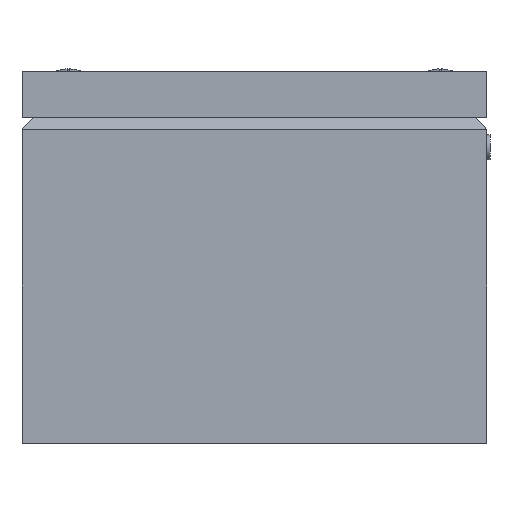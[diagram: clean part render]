
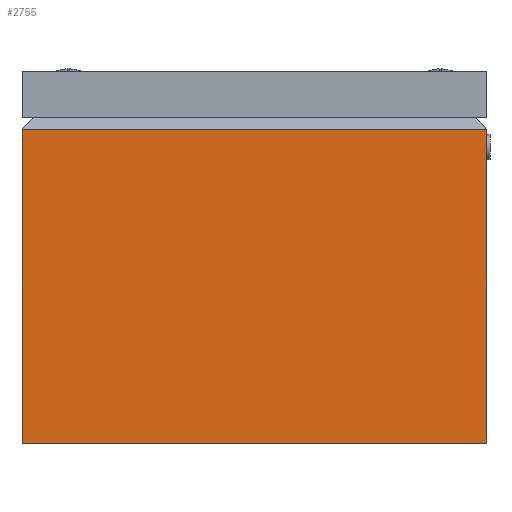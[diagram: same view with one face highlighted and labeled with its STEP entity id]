
A CAD part, left-side view. The second image highlights one B-rep face of the part: STEP entity #2755.
In plain terms, the highlighted planar face has unit normal (-1, 0, 0).
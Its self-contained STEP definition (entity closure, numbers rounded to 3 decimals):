
#181 = CARTESIAN_POINT ( 'NONE',  ( 0., 0., 0. ) ) ;
#243 = VECTOR ( 'NONE', #15822, 1000. ) ;
#914 = CARTESIAN_POINT ( 'NONE',  ( 0., 0., 0. ) ) ;
#1236 = CARTESIAN_POINT ( 'NONE',  ( 0., 0., 101.167 ) ) ;
#1520 = VERTEX_POINT ( 'NONE', #1236 ) ;
#1753 = CARTESIAN_POINT ( 'NONE',  ( 0., 0., 0. ) ) ;
#1847 = CARTESIAN_POINT ( 'NONE',  ( 0., 0., 0. ) ) ;
#2065 = EDGE_CURVE ( 'NONE', #9887, #20235, #8133, .T. ) ;
#2755 = ADVANCED_FACE ( 'NONE', ( #8517 ), #10350, .T. ) ;
#3100 = EDGE_LOOP ( 'NONE', ( #6675, #6408, #4414, #20266 ) ) ;
#4414 = ORIENTED_EDGE ( 'NONE', *, *, #6281, .F. ) ;
#5262 = DIRECTION ( 'NONE',  ( 0., 0., 1. ) ) ;
#5920 = DIRECTION ( 'NONE',  ( 0., 0., 1. ) ) ;
#6281 = EDGE_CURVE ( 'NONE', #12929, #9887, #7389, .T. ) ;
#6408 = ORIENTED_EDGE ( 'NONE', *, *, #2065, .F. ) ;
#6675 = ORIENTED_EDGE ( 'NONE', *, *, #14167, .T. ) ;
#7245 = VECTOR ( 'NONE', #5920, 1000. ) ;
#7389 = LINE ( 'NONE', #1847, #10186 ) ;
#8133 = LINE ( 'NONE', #8241, #20508 ) ;
#8241 = CARTESIAN_POINT ( 'NONE',  ( 0., 150., 0. ) ) ;
#8517 = FACE_OUTER_BOUND ( 'NONE', #3100, .T. ) ;
#8622 = DIRECTION ( 'NONE',  ( -1., 0., 0. ) ) ;
#9741 = LINE ( 'NONE', #914, #7245 ) ;
#9887 = VERTEX_POINT ( 'NONE', #18648 ) ;
#10186 = VECTOR ( 'NONE', #19044, 1000. ) ;
#10350 = PLANE ( 'NONE',  #15679 ) ;
#11607 = CARTESIAN_POINT ( 'NONE',  ( 0., 150., 101.167 ) ) ;
#12929 = VERTEX_POINT ( 'NONE', #181 ) ;
#14167 = EDGE_CURVE ( 'NONE', #1520, #20235, #15937, .T. ) ;
#15679 = AXIS2_PLACEMENT_3D ( 'NONE', #1753, #8622, #5262 ) ;
#15822 = DIRECTION ( 'NONE',  ( 0., 1., 0. ) ) ;
#15937 = LINE ( 'NONE', #17523, #243 ) ;
#16383 = EDGE_CURVE ( 'NONE', #12929, #1520, #9741, .T. ) ;
#17523 = CARTESIAN_POINT ( 'NONE',  ( 0., 0., 101.167 ) ) ;
#18648 = CARTESIAN_POINT ( 'NONE',  ( 0., 150., 0. ) ) ;
#19044 = DIRECTION ( 'NONE',  ( 0., 1., 0. ) ) ;
#20235 = VERTEX_POINT ( 'NONE', #11607 ) ;
#20266 = ORIENTED_EDGE ( 'NONE', *, *, #16383, .T. ) ;
#20508 = VECTOR ( 'NONE', #22129, 1000. ) ;
#22129 = DIRECTION ( 'NONE',  ( 0., 0., 1. ) ) ;
